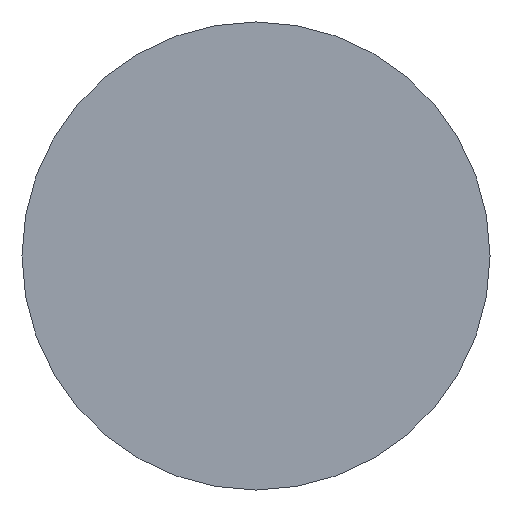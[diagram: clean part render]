
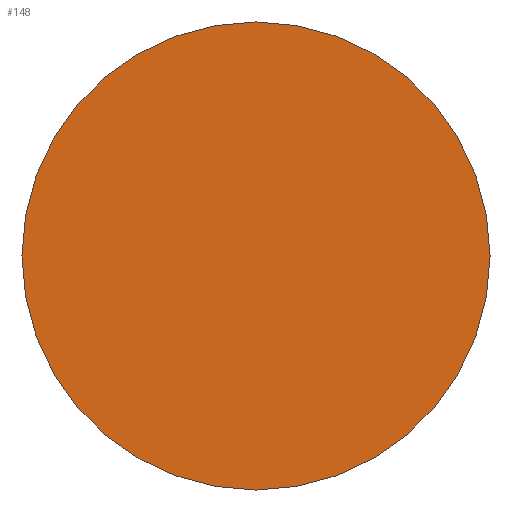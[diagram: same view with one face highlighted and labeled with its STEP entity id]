
A CAD part, front view. The second image highlights one B-rep face of the part: STEP entity #148.
In plain terms, the highlighted planar face has unit normal (0, -1, 0).
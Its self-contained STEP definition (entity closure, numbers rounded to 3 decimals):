
#28=PLANE('',#186);
#40=FACE_OUTER_BOUND('',#55,.T.);
#55=EDGE_LOOP('',(#127));
#75=CIRCLE('',#183,4.35);
#85=VERTEX_POINT('',#269);
#98=EDGE_CURVE('',#85,#85,#75,.T.);
#127=ORIENTED_EDGE('',*,*,#98,.T.);
#148=ADVANCED_FACE('',(#40),#28,.F.);
#183=AXIS2_PLACEMENT_3D('',#270,#225,#226);
#186=AXIS2_PLACEMENT_3D('',#275,#232,#233);
#225=DIRECTION('center_axis',(0.,-1.,0.));
#226=DIRECTION('ref_axis',(1.,0.,0.));
#232=DIRECTION('center_axis',(0.,1.,0.));
#233=DIRECTION('ref_axis',(1.,0.,0.));
#269=CARTESIAN_POINT('',(-4.35,-1.,0.));
#270=CARTESIAN_POINT('Origin',(0.,-1.,0.));
#275=CARTESIAN_POINT('Origin',(0.,-1.,0.));
